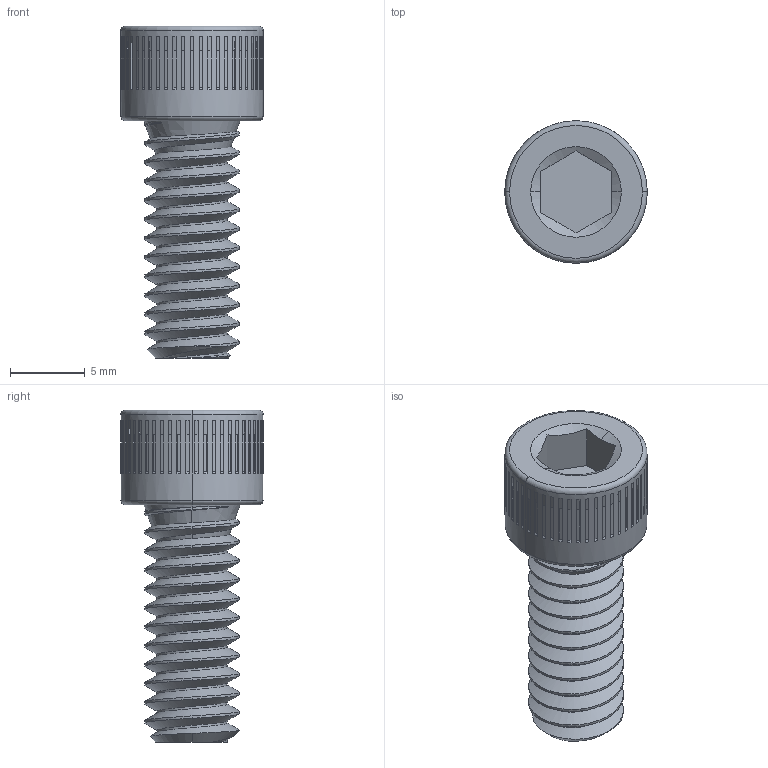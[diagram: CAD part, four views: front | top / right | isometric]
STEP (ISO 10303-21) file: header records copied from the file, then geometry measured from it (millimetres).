
FILE_DESCRIPTION (( 'STEP AP203' ), '1' );
FILE_NAME ('91251A539_Black-Oxide Alloy Steel Socket Head Screw.STEP', '2023-04-21T18:22:51', ( 'Administrator' ), ( 'Managed by Terraform' ), 'SwSTEP 2.0', 'SolidWorks 2017', '' );
FILE_SCHEMA (( 'CONFIG_CONTROL_DESIGN' ));
Length unit declared in the file: inch
Products named in the file (1): 91251A539_Black-Oxide Alloy Steel Socket Head Screw
Bounding box: 9.53 x 9.53 x 22.23 mm (x, y, z)
Volume: 775 mm3; surface area: 850.3 mm2
Topology: 1 solids, 1 shells, 404 faces, 1046 edges, 696 vertices
Faces by surface type: plane 210, cone 110, cylinder 77, torus 4, bspline 3
Entity records: 14623 total; most frequent: CARTESIAN_POINT 4532, DIRECTION 2093, ORIENTED_EDGE 2092, EDGE_CURVE 1046, AXIS2_PLACEMENT_3D 723, VERTEX_POINT 696, VECTOR 647, LINE 647
